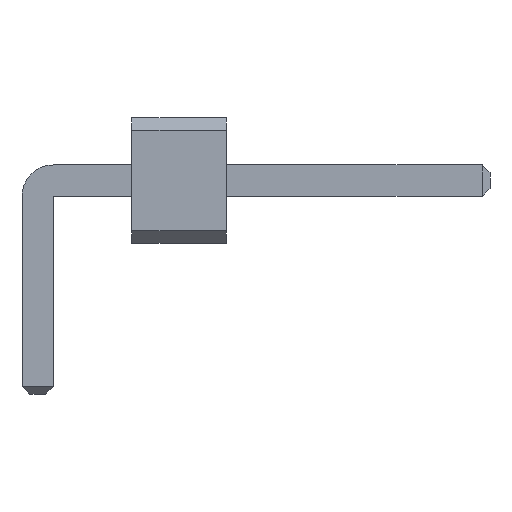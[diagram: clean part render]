
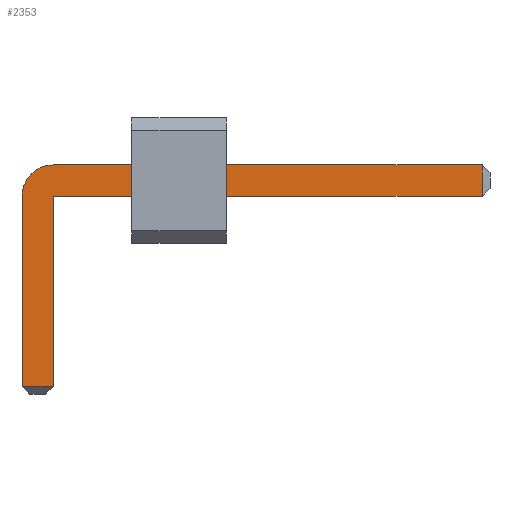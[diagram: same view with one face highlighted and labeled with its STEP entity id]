
A CAD part, front view. The second image highlights one B-rep face of the part: STEP entity #2353.
In plain terms, the highlighted planar face has unit normal (0, -1, 0).
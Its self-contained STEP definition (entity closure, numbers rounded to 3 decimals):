
#13=DIRECTION('',(0.,0.,1.));
#27=VECTOR('',#28,1.);
#28=DIRECTION('',(1.,0.,0.));
#1018=VECTOR('',#13,1.);
#1060=DIRECTION('',(0.,1.,0.));
#2167=VECTOR('',#2168,1.);
#2168=DIRECTION('',(0.,0.,-1.));
#2175=VECTOR('',#2176,1.);
#2176=DIRECTION('',(-1.,0.,0.));
#2197=DIRECTION('',(-0.,1.,0.));
#2207=VERTEX_POINT('',#2208);
#2208=CARTESIAN_POINT('',(0.25,-32.25,1.25));
#2210=ORIENTED_EDGE('',*,*,#2211,.T.);
#2211=EDGE_CURVE('',#2207,#2212,#2214,.T.);
#2212=VERTEX_POINT('',#2213);
#2213=CARTESIAN_POINT('',(7.075,-32.25,1.25));
#2214=LINE('',#2215,#27);
#2215=CARTESIAN_POINT('',(-0.25,-32.25,1.25));
#2251=EDGE_CURVE('',#2252,#2207,#2254,.T.);
#2252=VERTEX_POINT('',#2253);
#2253=CARTESIAN_POINT('',(-0.25,-32.25,0.75));
#2254=CIRCLE('',#2255,0.5);
#2255=AXIS2_PLACEMENT_3D('',#2256,#2197,#2168);
#2256=CARTESIAN_POINT('',(0.25,-32.25,0.75));
#2268=VERTEX_POINT('',#2269);
#2269=CARTESIAN_POINT('',(7.075,-32.25,0.75));
#2271=ORIENTED_EDGE('',*,*,#2272,.T.);
#2272=EDGE_CURVE('',#2268,#2273,#2274,.T.);
#2273=VERTEX_POINT('',#2256);
#2274=LINE('',#2275,#2175);
#2275=CARTESIAN_POINT('',(7.2,-32.25,0.75));
#2287=VERTEX_POINT('',#2288);
#2288=CARTESIAN_POINT('',(-0.25,-32.25,-2.275));
#2290=ORIENTED_EDGE('',*,*,#2291,.T.);
#2291=EDGE_CURVE('',#2287,#2252,#2292,.T.);
#2292=LINE('',#2293,#1018);
#2293=CARTESIAN_POINT('',(-0.25,-32.25,-2.4));
#2301=ORIENTED_EDGE('',*,*,#2302,.T.);
#2302=EDGE_CURVE('',#2273,#2303,#2305,.T.);
#2303=VERTEX_POINT('',#2304);
#2304=CARTESIAN_POINT('',(0.25,-32.25,-2.275));
#2305=LINE('',#2256,#2167);
#2353=ADVANCED_FACE('',(#2354),#2363,.F.);
#2354=FACE_BOUND('',#2355,.F.);
#2355=EDGE_LOOP('',(#2210,#2356,#2271,#2301,#2359,#2290,#2362));
#2356=ORIENTED_EDGE('',*,*,#2357,.T.);
#2357=EDGE_CURVE('',#2212,#2268,#2358,.T.);
#2358=LINE('',#2213,#2167);
#2359=ORIENTED_EDGE('',*,*,#2360,.T.);
#2360=EDGE_CURVE('',#2303,#2287,#2361,.T.);
#2361=LINE('',#2304,#2175);
#2362=ORIENTED_EDGE('',*,*,#2251,.T.);
#2363=PLANE('',#2364);
#2364=AXIS2_PLACEMENT_3D('',#2365,#1060,#13);
#2365=CARTESIAN_POINT('',(2.489,-32.25,0.411));
